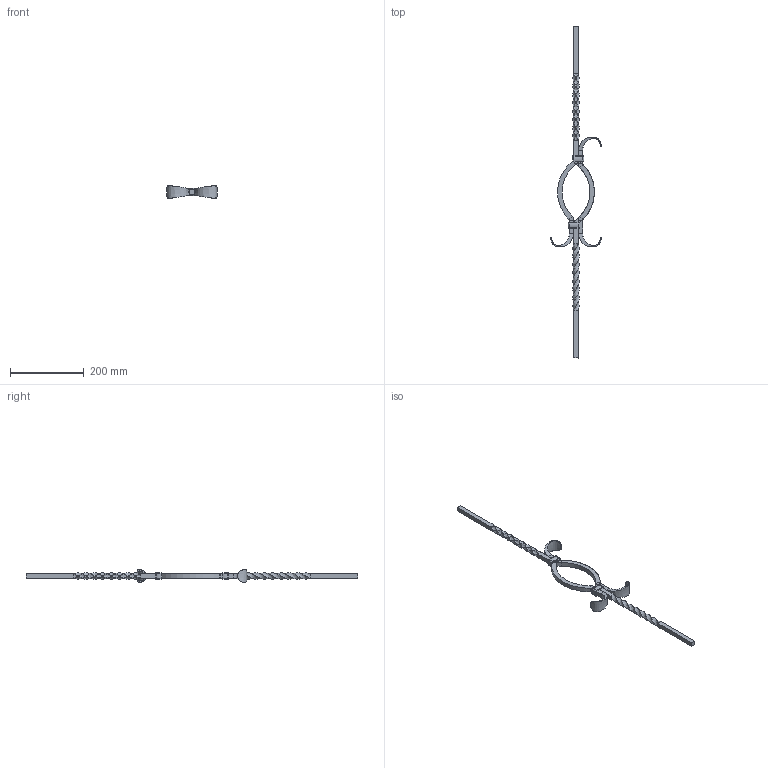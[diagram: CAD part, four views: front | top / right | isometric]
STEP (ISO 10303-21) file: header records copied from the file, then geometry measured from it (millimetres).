
FILE_DESCRIPTION (( 'STEP AP203' ), '1' );
FILE_NAME ('1209.STEP', '2023-06-20T13:39:09', ( '' ), ( '' ), 'SwSTEP 2.0', 'SolidWorks 2018', '' );
FILE_SCHEMA (( 'CONFIG_CONTROL_DESIGN' ));
Length unit declared in the file: millimetre
Products named in the file (1): 1209
Bounding box: 136.09 x 900 x 33.42 mm (x, y, z)
Volume: 292155.6 mm3; surface area: 108276.2 mm2
Topology: 4 solids, 4 shells, 585 faces, 1337 edges, 774 vertices
Faces by surface type: plane 261, cylinder 130, bspline 122, torus 72
Entity records: 23427 total; most frequent: CARTESIAN_POINT 11006, ORIENTED_EDGE 2674, DIRECTION 2314, EDGE_CURVE 1337, AXIS2_PLACEMENT_3D 786, VERTEX_POINT 774, VECTOR 742, LINE 742
